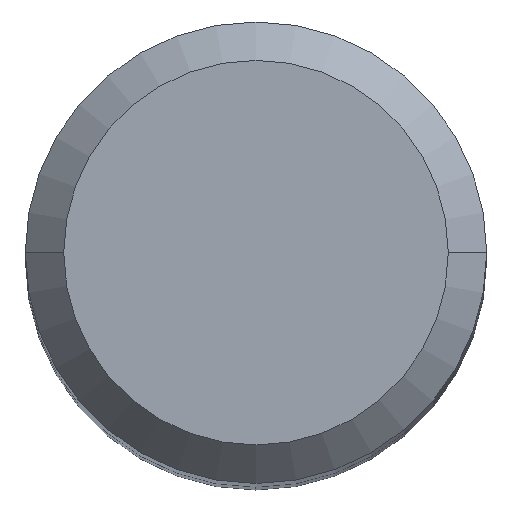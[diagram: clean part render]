
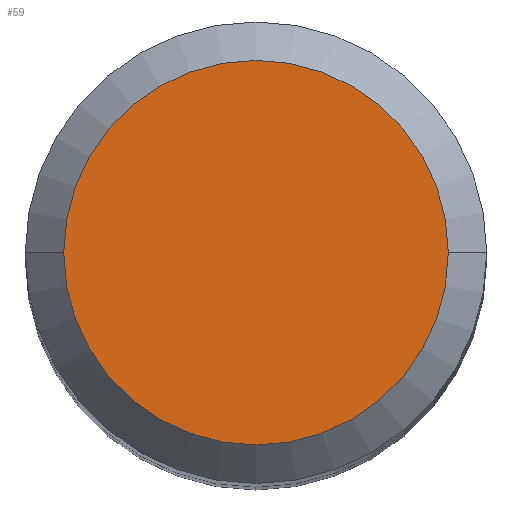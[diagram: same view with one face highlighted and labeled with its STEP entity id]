
A CAD part, top view. The second image highlights one B-rep face of the part: STEP entity #59.
In plain terms, the highlighted planar face has unit normal (0, 0, 1).
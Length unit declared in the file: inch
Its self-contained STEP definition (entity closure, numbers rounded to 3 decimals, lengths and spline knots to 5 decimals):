
#9 = ORIENTED_EDGE ( 'NONE', *, *, #45, .T. ) ;
#29 = DIRECTION ( 'NONE',  ( 1., 0., 0. ) ) ;
#45 = EDGE_CURVE ( 'NONE', #114, #337, #293, .T. ) ;
#55 = DIRECTION ( 'NONE',  ( -1., 0., 0. ) ) ;
#59 = ADVANCED_FACE ( 'NONE', ( #349 ), #236, .F. ) ;
#60 = DIRECTION ( 'NONE',  ( 0., 0., 1. ) ) ;
#83 = CARTESIAN_POINT ( 'NONE',  ( 0.15625, 0., 0. ) ) ;
#102 = DIRECTION ( 'NONE',  ( 1., 0., 0. ) ) ;
#104 = ORIENTED_EDGE ( 'NONE', *, *, #311, .T. ) ;
#114 = VERTEX_POINT ( 'NONE', #83 ) ;
#123 = CARTESIAN_POINT ( 'NONE',  ( 0., 0., 0. ) ) ;
#146 = AXIS2_PLACEMENT_3D ( 'NONE', #123, #60, #29 ) ;
#188 = CARTESIAN_POINT ( 'NONE',  ( 0., 0., 0. ) ) ;
#218 = CIRCLE ( 'NONE', #353, 0.15625 ) ;
#225 = AXIS2_PLACEMENT_3D ( 'NONE', #188, #269, #55 ) ;
#236 = PLANE ( 'NONE',  #225 ) ;
#269 = DIRECTION ( 'NONE',  ( 0., 0., -1. ) ) ;
#276 = CARTESIAN_POINT ( 'NONE',  ( 0., 0., 0. ) ) ;
#280 = CARTESIAN_POINT ( 'NONE',  ( -0.15625, 0., 0. ) ) ;
#293 = CIRCLE ( 'NONE', #146, 0.15625 ) ;
#311 = EDGE_CURVE ( 'NONE', #337, #114, #218, .T. ) ;
#337 = VERTEX_POINT ( 'NONE', #280 ) ;
#349 = FACE_OUTER_BOUND ( 'NONE', #359, .T. ) ;
#353 = AXIS2_PLACEMENT_3D ( 'NONE', #276, #361, #102 ) ;
#359 = EDGE_LOOP ( 'NONE', ( #104, #9 ) ) ;
#361 = DIRECTION ( 'NONE',  ( 0., 0., 1. ) ) ;
